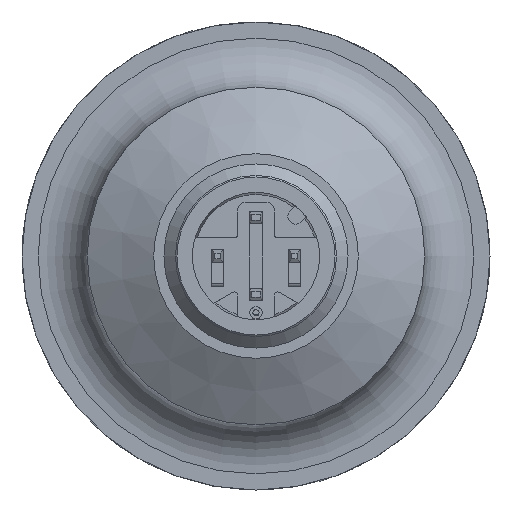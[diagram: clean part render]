
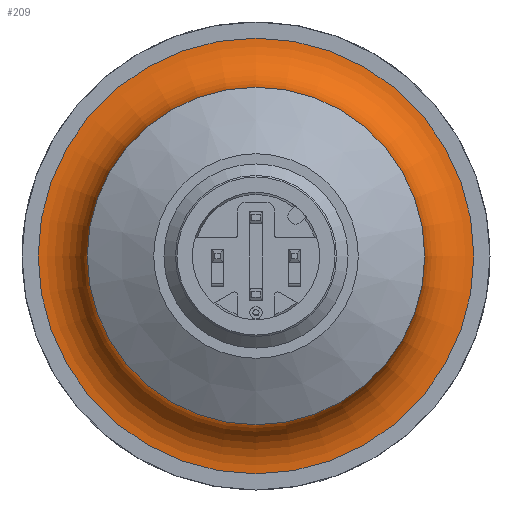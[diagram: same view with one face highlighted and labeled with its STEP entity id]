
A CAD part, front view. The second image highlights one B-rep face of the part: STEP entity #209.
In plain terms, the highlighted toroidal (fillet/blend) face has major radius 14.2 mm and minor radius 3.2 mm.
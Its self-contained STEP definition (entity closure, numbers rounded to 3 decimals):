
#209 = ADVANCED_FACE( '', ( #592, #593 ), #594, .F. );
#592 = FACE_OUTER_BOUND( '', #1206, .T. );
#593 = FACE_OUTER_BOUND( '', #1207, .T. );
#594 = TOROIDAL_SURFACE( '', #1208, 14.2, 3.2 );
#1206 = EDGE_LOOP( '', ( #1818 ) );
#1207 = EDGE_LOOP( '', ( #1819 ) );
#1208 = AXIS2_PLACEMENT_3D( '', #1820, #1821, #1822 );
#1818 = ORIENTED_EDGE( '', *, *, #3314, .F. );
#1819 = ORIENTED_EDGE( '', *, *, #3320, .F. );
#1820 = CARTESIAN_POINT( '', ( 0., -50.85, 0. ) );
#1821 = DIRECTION( '', ( 0., 1., 0. ) );
#1822 = DIRECTION( '', ( 0., 0., 1. ) );
#3314 = EDGE_CURVE( '', #3887, #3887, #3888, .T. );
#3320 = EDGE_CURVE( '', #3897, #3897, #3898, .F. );
#3887 = VERTEX_POINT( '', #4738 );
#3888 = CIRCLE( '', #4739, 14.2 );
#3897 = VERTEX_POINT( '', #4748 );
#3898 = CIRCLE( '', #4749, 11. );
#4738 = CARTESIAN_POINT( '', ( 0., -47.65, 14.2 ) );
#4739 = AXIS2_PLACEMENT_3D( '', #5936, #5937, #5938 );
#4748 = CARTESIAN_POINT( '', ( 0., -50.85, 11. ) );
#4749 = AXIS2_PLACEMENT_3D( '', #5948, #5949, #5950 );
#5936 = CARTESIAN_POINT( '', ( 0., -47.65, 0. ) );
#5937 = DIRECTION( '', ( 0., 1., 0. ) );
#5938 = DIRECTION( '', ( 0., 0., 1. ) );
#5948 = CARTESIAN_POINT( '', ( 0., -50.85, 0. ) );
#5949 = DIRECTION( '', ( 0., 1., 0. ) );
#5950 = DIRECTION( '', ( 0., 0., 1. ) );
